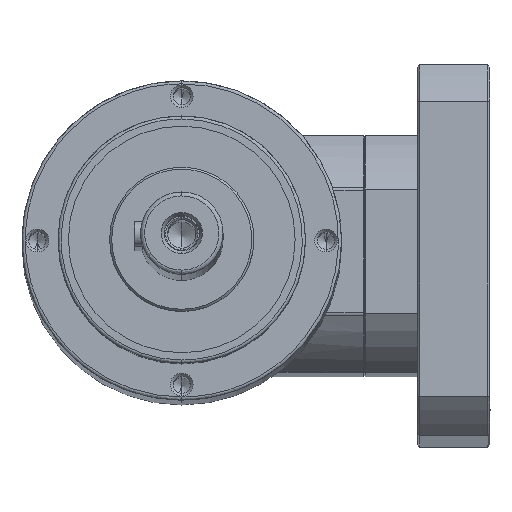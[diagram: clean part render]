
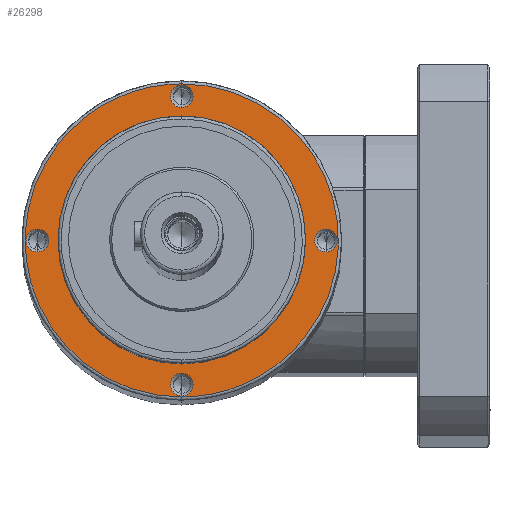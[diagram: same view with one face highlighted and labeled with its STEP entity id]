
A CAD part, left-side view. The second image highlights one B-rep face of the part: STEP entity #26298.
In plain terms, the highlighted face is planar.
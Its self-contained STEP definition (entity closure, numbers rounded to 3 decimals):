
#20 = DIRECTION ( 'NONE',  ( -1., 0., 0. ) ) ;
#157 = CARTESIAN_POINT ( 'NONE',  ( 0., 70., 12. ) ) ;
#262 = CARTESIAN_POINT ( 'NONE',  ( -76., 0., 12. ) ) ;
#1500 = ORIENTED_EDGE ( 'NONE', *, *, #35033, .F. ) ;
#1523 = CARTESIAN_POINT ( 'NONE',  ( -64.5, 0., 12. ) ) ;
#2082 = DIRECTION ( 'NONE',  ( 0., 0., -1. ) ) ;
#2552 = CARTESIAN_POINT ( 'NONE',  ( 5.5, 70., 12. ) ) ;
#2692 = FACE_BOUND ( 'NONE', #26700, .T. ) ;
#3322 = CARTESIAN_POINT ( 'NONE',  ( -76., 152., 12. ) ) ;
#3513 = DIRECTION ( 'NONE',  ( -1., 0., 0. ) ) ;
#3610 = CARTESIAN_POINT ( 'NONE',  ( -76., -152., 12. ) ) ;
#3699 = VERTEX_POINT ( 'NONE', #1523 ) ;
#4301 = ORIENTED_EDGE ( 'NONE', *, *, #35834, .F. ) ;
#4836 = VERTEX_POINT ( 'NONE', #20187 ) ;
#5780 = DIRECTION ( 'NONE',  ( 0., 0., -1. ) ) ;
#6047 = DIRECTION ( 'NONE',  ( 0., 0., -1. ) ) ;
#6629 = VERTEX_POINT ( 'NONE', #35720 ) ;
#6813 = CARTESIAN_POINT ( 'NONE',  ( 76., -152., 12. ) ) ;
#7598 = VERTEX_POINT ( 'NONE', #23610 ) ;
#7798 = CARTESIAN_POINT ( 'NONE',  ( -70., 0., 12. ) ) ;
#7851 = CARTESIAN_POINT ( 'NONE',  ( 0., 70., 12. ) ) ;
#8218 = CIRCLE ( 'NONE', #38662, 60. ) ;
#8354 = DIRECTION ( 'NONE',  ( 0., 0., 1. ) ) ;
#8997 = CARTESIAN_POINT ( 'NONE',  ( 76., 0., 12. ) ) ;
#9058 = AXIS2_PLACEMENT_3D ( 'NONE', #26994, #8354, #30187 ) ;
#9416 = AXIS2_PLACEMENT_3D ( 'NONE', #157, #22175, #3513 ) ;
#9474 = CARTESIAN_POINT ( 'NONE',  ( 76., 0., 12. ) ) ;
#9625 = CARTESIAN_POINT ( 'NONE',  ( -60., 0., 12. ) ) ;
#9807 = CARTESIAN_POINT ( 'NONE',  ( -70., 0., 12. ) ) ;
#10050 =( BOUNDED_CURVE ( )  B_SPLINE_CURVE ( 3, ( #9474, #12681, #3322, #25032 ),
 .UNSPECIFIED., .F., .F. ) 
 B_SPLINE_CURVE_WITH_KNOTS ( ( 4, 4 ),
 ( 0.5, 1. ),
 .UNSPECIFIED. ) 
 CURVE ( )  GEOMETRIC_REPRESENTATION_ITEM ( )  RATIONAL_B_SPLINE_CURVE ( ( 1., 0.333, 0.333, 1. ) ) 
 REPRESENTATION_ITEM ( '' )  );
#10146 = AXIS2_PLACEMENT_3D ( 'NONE', #7798, #29600, #10920 ) ;
#10920 = DIRECTION ( 'NONE',  ( -1., 0., 0. ) ) ;
#10981 = DIRECTION ( 'NONE',  ( -1., 0., 0. ) ) ;
#11064 = FACE_OUTER_BOUND ( 'NONE', #19535, .T. ) ;
#11371 = AXIS2_PLACEMENT_3D ( 'NONE', #14917, #36770, #18035 ) ;
#11916 = ORIENTED_EDGE ( 'NONE', *, *, #35952, .F. ) ;
#12681 = CARTESIAN_POINT ( 'NONE',  ( 76., 152., 12. ) ) ;
#13015 = DIRECTION ( 'NONE',  ( -1., 0., 0. ) ) ;
#13251 = CIRCLE ( 'NONE', #31913, 60. ) ;
#13282 = CARTESIAN_POINT ( 'NONE',  ( 0., 0., 12. ) ) ;
#13476 = CIRCLE ( 'NONE', #16401, 5.5 ) ;
#14917 = CARTESIAN_POINT ( 'NONE',  ( 0., -70., 12. ) ) ;
#15841 = EDGE_LOOP ( 'NONE', ( #30547, #31821 ) ) ;
#16118 = CIRCLE ( 'NONE', #29623, 5.5 ) ;
#16401 = AXIS2_PLACEMENT_3D ( 'NONE', #20900, #2082, #23884 ) ;
#16425 = DIRECTION ( 'NONE',  ( 1., 0., 0. ) ) ;
#16999 = CIRCLE ( 'NONE', #23050, 5.5 ) ;
#17035 = VERTEX_POINT ( 'NONE', #18942 ) ;
#18035 = DIRECTION ( 'NONE',  ( -1., 0., 0. ) ) ;
#18665 = AXIS2_PLACEMENT_3D ( 'NONE', #24311, #5780, #27522 ) ;
#18942 = CARTESIAN_POINT ( 'NONE',  ( 60., 0., 12. ) ) ;
#19002 = DIRECTION ( 'NONE',  ( 0., 0., -1. ) ) ;
#19535 = EDGE_LOOP ( 'NONE', ( #28177, #26317 ) ) ;
#19598 = CIRCLE ( 'NONE', #32456, 5.5 ) ;
#19993 = VERTEX_POINT ( 'NONE', #24897 ) ;
#20187 = CARTESIAN_POINT ( 'NONE',  ( -5.5, 70., 12. ) ) ;
#20389 = FACE_BOUND ( 'NONE', #22304, .T. ) ;
#20900 = CARTESIAN_POINT ( 'NONE',  ( 0., -70., 12. ) ) ;
#20998 =( BOUNDED_CURVE ( )  B_SPLINE_CURVE ( 3, ( #262, #3610, #6813, #28603 ),
 .UNSPECIFIED., .F., .T. ) 
 B_SPLINE_CURVE_WITH_KNOTS ( ( 4, 4 ),
 ( 0., 0.5 ),
 .UNSPECIFIED. ) 
 CURVE ( )  GEOMETRIC_REPRESENTATION_ITEM ( )  RATIONAL_B_SPLINE_CURVE ( ( 1., 0.333, 0.333, 1. ) ) 
 REPRESENTATION_ITEM ( '' )  );
#21976 = VERTEX_POINT ( 'NONE', #35098 ) ;
#22175 = DIRECTION ( 'NONE',  ( 0., 0., -1. ) ) ;
#22304 = EDGE_LOOP ( 'NONE', ( #4301, #40175 ) ) ;
#23050 = AXIS2_PLACEMENT_3D ( 'NONE', #37738, #19002, #20 ) ;
#23083 = VERTEX_POINT ( 'NONE', #2552 ) ;
#23312 = VERTEX_POINT ( 'NONE', #34662 ) ;
#23610 = CARTESIAN_POINT ( 'NONE',  ( -76., 0., 12. ) ) ;
#23856 = CIRCLE ( 'NONE', #18665, 5.5 ) ;
#23884 = DIRECTION ( 'NONE',  ( -1., 0., 0. ) ) ;
#24311 = CARTESIAN_POINT ( 'NONE',  ( 70., 0., 12. ) ) ;
#24579 = CARTESIAN_POINT ( 'NONE',  ( 0., 0., 12. ) ) ;
#24897 = CARTESIAN_POINT ( 'NONE',  ( 5.5, -70., 12. ) ) ;
#25032 = CARTESIAN_POINT ( 'NONE',  ( -76., 0., 12. ) ) ;
#26280 = EDGE_LOOP ( 'NONE', ( #1500, #11916 ) ) ;
#26298 = ADVANCED_FACE ( 'NONE', ( #11064, #35993, #20389, #2692, #34983, #26579 ), #30048, .F. ) ;
#26317 = ORIENTED_EDGE ( 'NONE', *, *, #29096, .F. ) ;
#26579 = FACE_BOUND ( 'NONE', #26280, .T. ) ;
#26700 = EDGE_LOOP ( 'NONE', ( #31469, #40564 ) ) ;
#26994 = CARTESIAN_POINT ( 'NONE',  ( 0., 0., 12. ) ) ;
#27415 = CIRCLE ( 'NONE', #10146, 5.5 ) ;
#27522 = DIRECTION ( 'NONE',  ( -1., 0., 0. ) ) ;
#27808 = DIRECTION ( 'NONE',  ( 1., 0., 0. ) ) ;
#28177 = ORIENTED_EDGE ( 'NONE', *, *, #36628, .F. ) ;
#28603 = CARTESIAN_POINT ( 'NONE',  ( 76., 0., 12. ) ) ;
#28909 = EDGE_LOOP ( 'NONE', ( #34948, #35181 ) ) ;
#29096 = EDGE_CURVE ( 'NONE', #7598, #35942, #20998, .T. ) ;
#29600 = DIRECTION ( 'NONE',  ( 0., 0., -1. ) ) ;
#29623 = AXIS2_PLACEMENT_3D ( 'NONE', #9807, #31608, #13015 ) ;
#29645 = DIRECTION ( 'NONE',  ( 0., 0., -1. ) ) ;
#29799 = EDGE_CURVE ( 'NONE', #23312, #6629, #23856, .T. ) ;
#30048 = PLANE ( 'NONE',  #9058 ) ;
#30187 = DIRECTION ( 'NONE',  ( 1., 0., 0. ) ) ;
#30336 = VERTEX_POINT ( 'NONE', #32227 ) ;
#30547 = ORIENTED_EDGE ( 'NONE', *, *, #35279, .F. ) ;
#31133 = EDGE_CURVE ( 'NONE', #19993, #21976, #13476, .T. ) ;
#31343 = VERTEX_POINT ( 'NONE', #9625 ) ;
#31469 = ORIENTED_EDGE ( 'NONE', *, *, #35531, .F. ) ;
#31608 = DIRECTION ( 'NONE',  ( 0., 0., -1. ) ) ;
#31821 = ORIENTED_EDGE ( 'NONE', *, *, #34046, .F. ) ;
#31913 = AXIS2_PLACEMENT_3D ( 'NONE', #13282, #35105, #16425 ) ;
#32227 = CARTESIAN_POINT ( 'NONE',  ( -75.5, 0., 12. ) ) ;
#32456 = AXIS2_PLACEMENT_3D ( 'NONE', #7851, #29645, #10981 ) ;
#32459 = EDGE_CURVE ( 'NONE', #3699, #30336, #27415, .T. ) ;
#34046 = EDGE_CURVE ( 'NONE', #23083, #4836, #38077, .T. ) ;
#34662 = CARTESIAN_POINT ( 'NONE',  ( 75.5, 0., 12. ) ) ;
#34948 = ORIENTED_EDGE ( 'NONE', *, *, #36079, .F. ) ;
#34983 = FACE_BOUND ( 'NONE', #15841, .T. ) ;
#35033 = EDGE_CURVE ( 'NONE', #17035, #31343, #13251, .T. ) ;
#35098 = CARTESIAN_POINT ( 'NONE',  ( -5.5, -70., 12. ) ) ;
#35105 = DIRECTION ( 'NONE',  ( 0., 0., -1. ) ) ;
#35181 = ORIENTED_EDGE ( 'NONE', *, *, #29799, .F. ) ;
#35279 = EDGE_CURVE ( 'NONE', #4836, #23083, #19598, .T. ) ;
#35531 = EDGE_CURVE ( 'NONE', #30336, #3699, #16118, .T. ) ;
#35720 = CARTESIAN_POINT ( 'NONE',  ( 64.5, 0., 12. ) ) ;
#35834 = EDGE_CURVE ( 'NONE', #21976, #19993, #40129, .T. ) ;
#35942 = VERTEX_POINT ( 'NONE', #8997 ) ;
#35952 = EDGE_CURVE ( 'NONE', #31343, #17035, #8218, .T. ) ;
#35993 = FACE_BOUND ( 'NONE', #28909, .T. ) ;
#36079 = EDGE_CURVE ( 'NONE', #6629, #23312, #16999, .T. ) ;
#36628 = EDGE_CURVE ( 'NONE', #35942, #7598, #10050, .T. ) ;
#36770 = DIRECTION ( 'NONE',  ( 0., 0., -1. ) ) ;
#37738 = CARTESIAN_POINT ( 'NONE',  ( 70., 0., 12. ) ) ;
#38077 = CIRCLE ( 'NONE', #9416, 5.5 ) ;
#38662 = AXIS2_PLACEMENT_3D ( 'NONE', #24579, #6047, #27808 ) ;
#40129 = CIRCLE ( 'NONE', #11371, 5.5 ) ;
#40175 = ORIENTED_EDGE ( 'NONE', *, *, #31133, .F. ) ;
#40564 = ORIENTED_EDGE ( 'NONE', *, *, #32459, .F. ) ;
